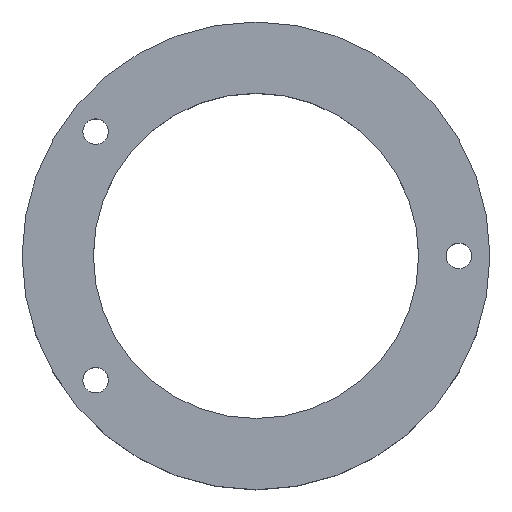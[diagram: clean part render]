
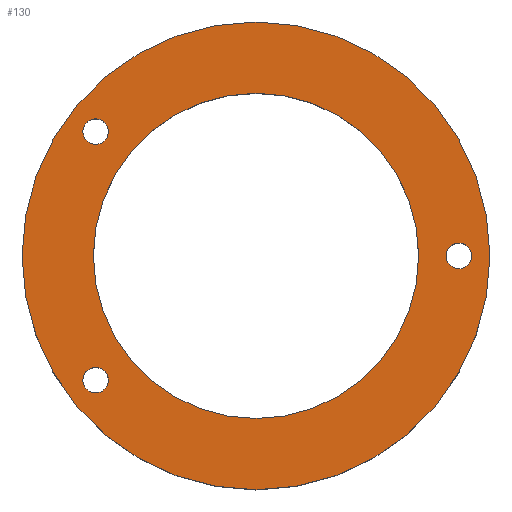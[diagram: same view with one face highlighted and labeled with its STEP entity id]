
A CAD part, top view. The second image highlights one B-rep face of the part: STEP entity #130.
In plain terms, the highlighted planar face has unit normal (0, 0, 1).
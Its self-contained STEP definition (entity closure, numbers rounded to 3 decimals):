
#1 = AXIS2_PLACEMENT_3D ( 'NONE', #348, #232, #161 ) ;
#3 = DIRECTION ( 'NONE',  ( 1., 0., 0. ) ) ;
#6 = CARTESIAN_POINT ( 'NONE',  ( -23.683, 17.001, 16.35 ) ) ;
#8 = CARTESIAN_POINT ( 'NONE',  ( -21.933, 17.001, 16.35 ) ) ;
#15 = CARTESIAN_POINT ( 'NONE',  ( -20.183, 17.001, 16.35 ) ) ;
#19 = ORIENTED_EDGE ( 'NONE', *, *, #181, .F. ) ;
#23 = EDGE_CURVE ( 'NONE', #105, #432, #329, .T. ) ;
#24 = CARTESIAN_POINT ( 'NONE',  ( -32., 0., 16.35 ) ) ;
#27 = CARTESIAN_POINT ( 'NONE',  ( -22.25, 0., 16.35 ) ) ;
#42 = DIRECTION ( 'NONE',  ( 0., 0., 1. ) ) ;
#48 = CIRCLE ( 'NONE', #298, 1.75 ) ;
#49 = VERTEX_POINT ( 'NONE', #394 ) ;
#53 = FACE_BOUND ( 'NONE', #72, .T. ) ;
#55 = DIRECTION ( 'NONE',  ( 1., 0., 0. ) ) ;
#72 = EDGE_LOOP ( 'NONE', ( #19, #337 ) ) ;
#73 = CARTESIAN_POINT ( 'NONE',  ( 0., 0., 16.35 ) ) ;
#74 = EDGE_CURVE ( 'NONE', #159, #416, #254, .T. ) ;
#76 = DIRECTION ( 'NONE',  ( 1., 0., 0. ) ) ;
#77 = ORIENTED_EDGE ( 'NONE', *, *, #287, .F. ) ;
#80 = CARTESIAN_POINT ( 'NONE',  ( 32., 0., 16.35 ) ) ;
#82 = AXIS2_PLACEMENT_3D ( 'NONE', #117, #338, #76 ) ;
#85 = CIRCLE ( 'NONE', #107, 1.75 ) ;
#86 = EDGE_CURVE ( 'NONE', #241, #433, #291, .T. ) ;
#87 = DIRECTION ( 'NONE',  ( 1., 0., 0. ) ) ;
#98 = FACE_OUTER_BOUND ( 'NONE', #221, .T. ) ;
#105 = VERTEX_POINT ( 'NONE', #80 ) ;
#107 = AXIS2_PLACEMENT_3D ( 'NONE', #8, #182, #155 ) ;
#111 = CARTESIAN_POINT ( 'NONE',  ( -21.933, 17.001, 16.35 ) ) ;
#114 = PLANE ( 'NONE',  #82 ) ;
#115 = ORIENTED_EDGE ( 'NONE', *, *, #23, .T. ) ;
#117 = CARTESIAN_POINT ( 'NONE',  ( 0., 0., 16.35 ) ) ;
#130 = ADVANCED_FACE ( 'NONE', ( #340, #53, #98, #245, #178 ), #114, .T. ) ;
#134 = EDGE_CURVE ( 'NONE', #416, #159, #85, .T. ) ;
#145 = DIRECTION ( 'NONE',  ( 1., 0., 0. ) ) ;
#155 = DIRECTION ( 'NONE',  ( 1., 0., 0. ) ) ;
#156 = CIRCLE ( 'NONE', #341, 1.75 ) ;
#158 = DIRECTION ( 'NONE',  ( 1., 0., 0. ) ) ;
#159 = VERTEX_POINT ( 'NONE', #6 ) ;
#161 = DIRECTION ( 'NONE',  ( 1., 0., 0. ) ) ;
#163 = CARTESIAN_POINT ( 'NONE',  ( 27.75, 0., 16.35 ) ) ;
#168 = VERTEX_POINT ( 'NONE', #402 ) ;
#178 = FACE_BOUND ( 'NONE', #263, .T. ) ;
#180 = DIRECTION ( 'NONE',  ( 0., 0., 1. ) ) ;
#181 = EDGE_CURVE ( 'NONE', #433, #241, #273, .T. ) ;
#182 = DIRECTION ( 'NONE',  ( 0., 0., 1. ) ) ;
#192 = DIRECTION ( 'NONE',  ( 0., 0., 1. ) ) ;
#198 = EDGE_LOOP ( 'NONE', ( #380, #399 ) ) ;
#209 = AXIS2_PLACEMENT_3D ( 'NONE', #73, #290, #145 ) ;
#221 = EDGE_LOOP ( 'NONE', ( #228, #115 ) ) ;
#225 = DIRECTION ( 'NONE',  ( 0., 0., 1. ) ) ;
#228 = ORIENTED_EDGE ( 'NONE', *, *, #303, .T. ) ;
#232 = DIRECTION ( 'NONE',  ( 0., 0., 1. ) ) ;
#235 = ORIENTED_EDGE ( 'NONE', *, *, #257, .F. ) ;
#239 = CIRCLE ( 'NONE', #1, 32. ) ;
#241 = VERTEX_POINT ( 'NONE', #368 ) ;
#245 = FACE_BOUND ( 'NONE', #198, .T. ) ;
#254 = CIRCLE ( 'NONE', #408, 1.75 ) ;
#257 = EDGE_CURVE ( 'NONE', #168, #299, #261, .T. ) ;
#260 = CARTESIAN_POINT ( 'NONE',  ( 0., 0., 16.35 ) ) ;
#261 = CIRCLE ( 'NONE', #324, 1.75 ) ;
#262 = VERTEX_POINT ( 'NONE', #411 ) ;
#263 = EDGE_LOOP ( 'NONE', ( #77, #235 ) ) ;
#273 = CIRCLE ( 'NONE', #371, 22.25 ) ;
#287 = EDGE_CURVE ( 'NONE', #299, #168, #48, .T. ) ;
#290 = DIRECTION ( 'NONE',  ( 0., 0., 1. ) ) ;
#291 = CIRCLE ( 'NONE', #430, 22.25 ) ;
#298 = AXIS2_PLACEMENT_3D ( 'NONE', #447, #225, #87 ) ;
#299 = VERTEX_POINT ( 'NONE', #343 ) ;
#303 = EDGE_CURVE ( 'NONE', #432, #105, #239, .T. ) ;
#309 = DIRECTION ( 'NONE',  ( 0., 0., 1. ) ) ;
#324 = AXIS2_PLACEMENT_3D ( 'NONE', #163, #192, #55 ) ;
#329 = CIRCLE ( 'NONE', #209, 32. ) ;
#335 = EDGE_CURVE ( 'NONE', #262, #49, #156, .T. ) ;
#337 = ORIENTED_EDGE ( 'NONE', *, *, #86, .F. ) ;
#338 = DIRECTION ( 'NONE',  ( 0., 0., 1. ) ) ;
#340 = FACE_BOUND ( 'NONE', #457, .T. ) ;
#341 = AXIS2_PLACEMENT_3D ( 'NONE', #374, #309, #158 ) ;
#343 = CARTESIAN_POINT ( 'NONE',  ( 26., 0., 16.35 ) ) ;
#348 = CARTESIAN_POINT ( 'NONE',  ( 0., 0., 16.35 ) ) ;
#350 = ORIENTED_EDGE ( 'NONE', *, *, #335, .F. ) ;
#359 = DIRECTION ( 'NONE',  ( 1., 0., 0. ) ) ;
#368 = CARTESIAN_POINT ( 'NONE',  ( 22.25, 0., 16.35 ) ) ;
#371 = AXIS2_PLACEMENT_3D ( 'NONE', #401, #180, #435 ) ;
#374 = CARTESIAN_POINT ( 'NONE',  ( -21.933, -17.001, 16.35 ) ) ;
#380 = ORIENTED_EDGE ( 'NONE', *, *, #74, .F. ) ;
#389 = CARTESIAN_POINT ( 'NONE',  ( -21.933, -17.001, 16.35 ) ) ;
#394 = CARTESIAN_POINT ( 'NONE',  ( -20.183, -17.001, 16.35 ) ) ;
#399 = ORIENTED_EDGE ( 'NONE', *, *, #134, .F. ) ;
#401 = CARTESIAN_POINT ( 'NONE',  ( 0., 0., 16.35 ) ) ;
#402 = CARTESIAN_POINT ( 'NONE',  ( 29.5, 0., 16.35 ) ) ;
#406 = DIRECTION ( 'NONE',  ( 0., 0., 1. ) ) ;
#408 = AXIS2_PLACEMENT_3D ( 'NONE', #111, #406, #3 ) ;
#409 = AXIS2_PLACEMENT_3D ( 'NONE', #389, #458, #359 ) ;
#411 = CARTESIAN_POINT ( 'NONE',  ( -23.683, -17.001, 16.35 ) ) ;
#416 = VERTEX_POINT ( 'NONE', #15 ) ;
#421 = ORIENTED_EDGE ( 'NONE', *, *, #462, .F. ) ;
#430 = AXIS2_PLACEMENT_3D ( 'NONE', #260, #42, #437 ) ;
#432 = VERTEX_POINT ( 'NONE', #24 ) ;
#433 = VERTEX_POINT ( 'NONE', #27 ) ;
#435 = DIRECTION ( 'NONE',  ( 1., 0., 0. ) ) ;
#437 = DIRECTION ( 'NONE',  ( 1., 0., 0. ) ) ;
#447 = CARTESIAN_POINT ( 'NONE',  ( 27.75, 0., 16.35 ) ) ;
#457 = EDGE_LOOP ( 'NONE', ( #350, #421 ) ) ;
#458 = DIRECTION ( 'NONE',  ( 0., 0., 1. ) ) ;
#462 = EDGE_CURVE ( 'NONE', #49, #262, #465, .T. ) ;
#465 = CIRCLE ( 'NONE', #409, 1.75 ) ;
